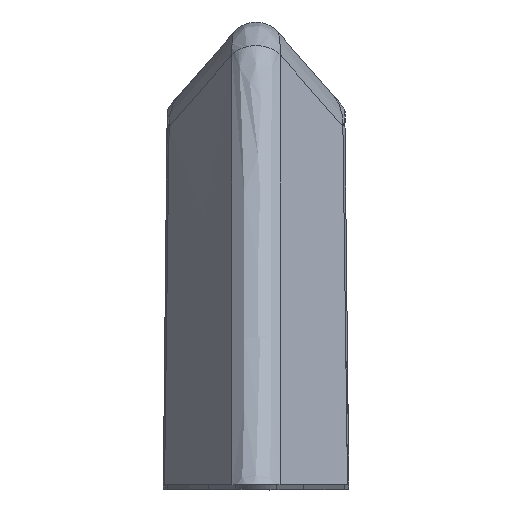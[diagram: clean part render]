
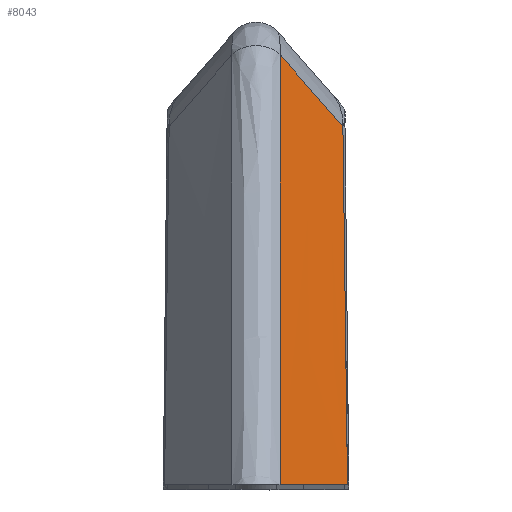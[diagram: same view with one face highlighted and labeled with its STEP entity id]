
A CAD part, top view. The second image highlights one B-rep face of the part: STEP entity #8043.
In plain terms, the highlighted free-form (B-spline) face has degree [3, 3] with [4, 4] control points.
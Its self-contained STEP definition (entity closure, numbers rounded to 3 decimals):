
#42=B_SPLINE_SURFACE_WITH_KNOTS('',3,3,((#13857,#13858,#13859,#13860),(#13861,
#13862,#13863,#13864),(#13865,#13866,#13867,#13868),(#13869,#13870,#13871,
#13872)),.UNSPECIFIED.,.F.,.F.,.F.,(4,4),(4,4),(0.,0.771),
(0.042,0.94),.UNSPECIFIED.);
#99=B_SPLINE_CURVE_WITH_KNOTS('',3,(#13425,#13426,#13427,#13428,#13429,
#13430,#13431,#13432),.UNSPECIFIED.,.F.,.F.,(4,2,2,4),(-0.079,
-0.051,-0.006,-0.005),
 .UNSPECIFIED.);
#112=B_SPLINE_CURVE_WITH_KNOTS('',3,(#13742,#13743,#13744,#13745),
 .UNSPECIFIED.,.F.,.F.,(4,4),(-0.785,0.),.UNSPECIFIED.);
#121=B_SPLINE_CURVE_WITH_KNOTS('',3,(#13873,#13874,#13875,#13876),
 .UNSPECIFIED.,.F.,.F.,(4,4),(-4.399,-0.198),
 .UNSPECIFIED.);
#627=FACE_OUTER_BOUND('',#1072,.T.);
#1072=EDGE_LOOP('',(#7232,#7233,#7234,#7235));
#2090=LINE('',#13583,#3105);
#3105=VECTOR('',#10358,39.303);
#3847=VERTEX_POINT('',#13389);
#3848=VERTEX_POINT('',#13424);
#3853=VERTEX_POINT('',#13576);
#3855=VERTEX_POINT('',#13711);
#4964=EDGE_CURVE('',#3848,#3847,#99,.T.);
#4971=EDGE_CURVE('',#3853,#3847,#2090,.T.);
#4981=EDGE_CURVE('',#3855,#3853,#112,.T.);
#4994=EDGE_CURVE('',#3848,#3855,#121,.T.);
#7232=ORIENTED_EDGE('',*,*,#4964,.T.);
#7233=ORIENTED_EDGE('',*,*,#4971,.F.);
#7234=ORIENTED_EDGE('',*,*,#4981,.F.);
#7235=ORIENTED_EDGE('',*,*,#4994,.F.);
#8043=ADVANCED_FACE('',(#627),#42,.T.);
#10358=DIRECTION('',(0.009,-0.717,0.697));
#13389=CARTESIAN_POINT('',(6.31,2.,-15.523));
#13424=CARTESIAN_POINT('',(1.669,2.,-5.578));
#13425=CARTESIAN_POINT('Ctrl Pts',(1.669,2.,-5.578));
#13426=CARTESIAN_POINT('Ctrl Pts',(2.348,2.,-7.033));
#13427=CARTESIAN_POINT('Ctrl Pts',(3.012,2.,-8.456));
#13428=CARTESIAN_POINT('Ctrl Pts',(4.802,2.,-12.291));
#13429=CARTESIAN_POINT('Ctrl Pts',(5.844,2.,-14.523));
#13430=CARTESIAN_POINT('Ctrl Pts',(6.279,2.,-15.455));
#13431=CARTESIAN_POINT('Ctrl Pts',(6.295,2.,-15.489));
#13432=CARTESIAN_POINT('Ctrl Pts',(6.31,2.,-15.523));
#13576=CARTESIAN_POINT('',(5.994,26.748,-39.598));
#13583=CARTESIAN_POINT('',(5.976,28.171,-40.982));
#13711=CARTESIAN_POINT('',(1.668,31.693,-35.3));
#13742=CARTESIAN_POINT('Ctrl Pts',(1.668,31.693,-35.3));
#13743=CARTESIAN_POINT('Ctrl Pts',(3.11,30.045,-36.733));
#13744=CARTESIAN_POINT('Ctrl Pts',(4.554,28.393,-38.168));
#13745=CARTESIAN_POINT('Ctrl Pts',(5.994,26.748,-39.598));
#13857=CARTESIAN_POINT('Ctrl Pts',(5.991,26.974,-39.818));
#13858=CARTESIAN_POINT('Ctrl Pts',(6.099,18.548,-31.621));
#13859=CARTESIAN_POINT('Ctrl Pts',(6.207,10.122,-23.424));
#13860=CARTESIAN_POINT('Ctrl Pts',(6.314,1.696,-15.227));
#13861=CARTESIAN_POINT('Ctrl Pts',(5.69,27.307,-39.508));
#13862=CARTESIAN_POINT('Ctrl Pts',(5.823,18.777,-31.262));
#13863=CARTESIAN_POINT('Ctrl Pts',(5.957,10.247,-23.016));
#13864=CARTESIAN_POINT('Ctrl Pts',(6.091,1.717,-14.77));
#13865=CARTESIAN_POINT('Ctrl Pts',(3.481,29.716,-37.197));
#13866=CARTESIAN_POINT('Ctrl Pts',(3.558,20.433,-28.072));
#13867=CARTESIAN_POINT('Ctrl Pts',(3.635,11.151,-18.948));
#13868=CARTESIAN_POINT('Ctrl Pts',(3.712,1.869,-9.824));
#13869=CARTESIAN_POINT('Ctrl Pts',(1.569,31.801,-35.197));
#13870=CARTESIAN_POINT('Ctrl Pts',(1.603,21.867,-25.324));
#13871=CARTESIAN_POINT('Ctrl Pts',(1.636,11.934,-15.451));
#13872=CARTESIAN_POINT('Ctrl Pts',(1.669,2.,-5.578));
#13873=CARTESIAN_POINT('Ctrl Pts',(1.669,2.,-5.578));
#13874=CARTESIAN_POINT('Ctrl Pts',(1.669,11.898,-15.486));
#13875=CARTESIAN_POINT('Ctrl Pts',(1.668,21.795,-25.393));
#13876=CARTESIAN_POINT('Ctrl Pts',(1.668,31.693,-35.3));
